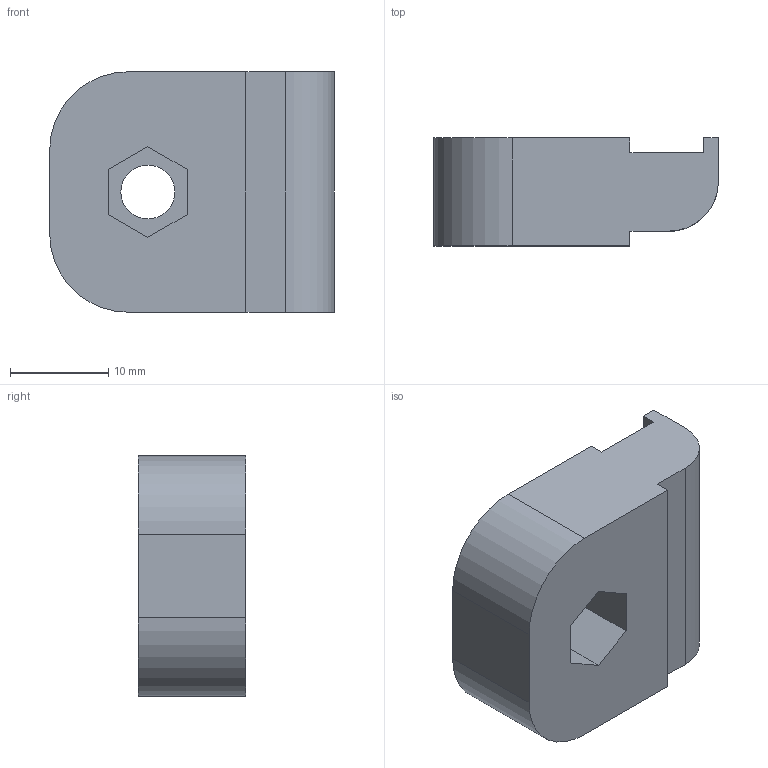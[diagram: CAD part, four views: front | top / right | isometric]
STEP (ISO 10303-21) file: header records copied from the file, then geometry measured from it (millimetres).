
FILE_DESCRIPTION (( 'STEP AP203' ), '1' );
FILE_NAME ('084.508.001.STEP', '2013-01-28T10:41:19', ( 'Alusic' ), ( 'Alusic' ), 'SwSTEP 2.0', 'SolidWorks 2011', '' );
FILE_SCHEMA (( 'CONFIG_CONTROL_DESIGN' ));
Length unit declared in the file: millimetre
Products named in the file (1): 084.508.001
Bounding box: 29 x 11 x 24.5 mm (x, y, z)
Volume: 6292.5 mm3; surface area: 2643.8 mm2
Topology: 1 solids, 1 shells, 24 faces, 63 edges, 42 vertices
Faces by surface type: plane 19, cylinder 5
Entity records: 818 total; most frequent: CARTESIAN_POINT 130, ORIENTED_EDGE 126, DIRECTION 123, EDGE_CURVE 63, VECTOR 53, LINE 53, VERTEX_POINT 42, AXIS2_PLACEMENT_3D 35
